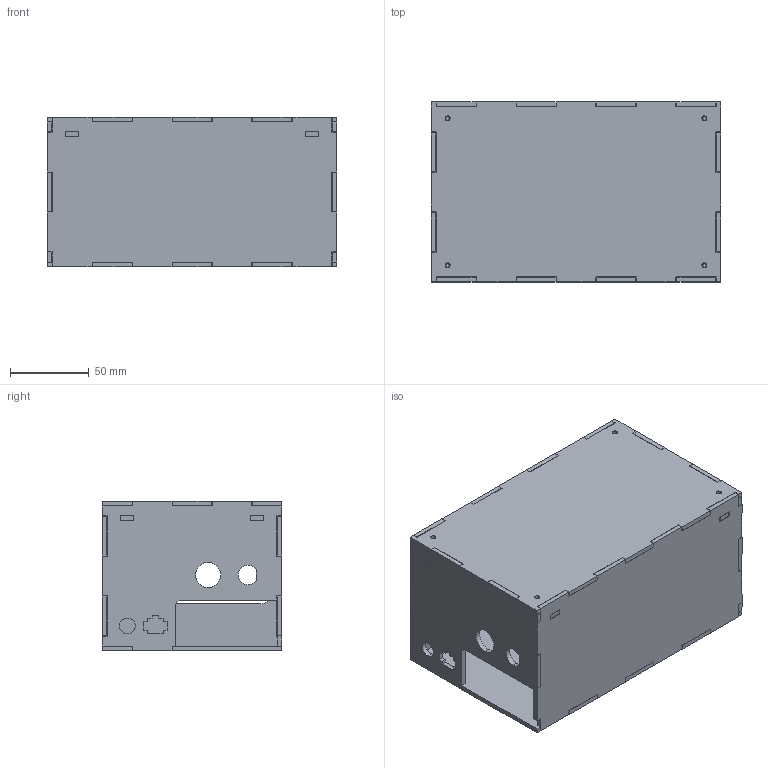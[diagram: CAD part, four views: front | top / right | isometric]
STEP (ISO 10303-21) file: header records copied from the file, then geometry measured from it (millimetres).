
FILE_DESCRIPTION (( 'STEP AP214' ), '1' );
FILE_NAME ('box_sides.STEP', '2015-10-25T22:20:26', ( '' ), ( '' ), 'SwSTEP 2.0', 'SolidWorks 2015', '' );
FILE_SCHEMA (( 'AUTOMOTIVE_DESIGN' ));
Length unit declared in the file: inch
Products named in the file (7): side_short_B; box_top; side_long; side_short; gusset; box_base; box_sides
Assembly tree (10 placements, depth 2):
  box_sides
    box_base
    side_long  x2
    side_short
    side_short_B
    gusset  x4
    box_top
Bounding box: 184.15 x 114.3 x 95.25 mm (x, y, z)
Volume: 263542 mm3; surface area: 189529.1 mm2
Topology: 10 solids, 10 shells, 417 faces, 1191 edges, 794 vertices
Faces by surface type: plane 390, cylinder 27
Entity records: 10420 total; most frequent: CARTESIAN_POINT 1813, ORIENTED_EDGE 1788, DIRECTION 1582, EDGE_CURVE 894, VECTOR 852, LINE 852, VERTEX_POINT 596, AXIS2_PLACEMENT_3D 365
